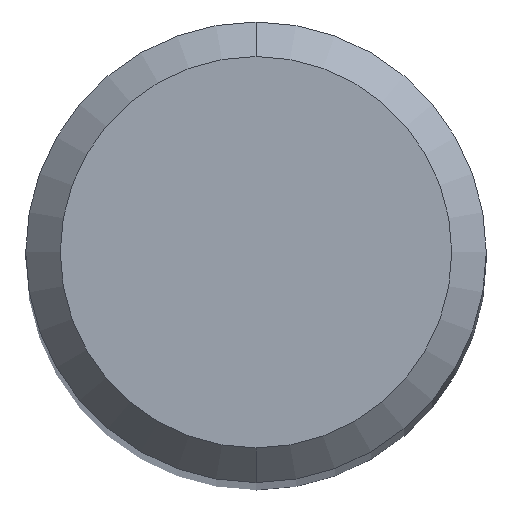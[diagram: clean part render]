
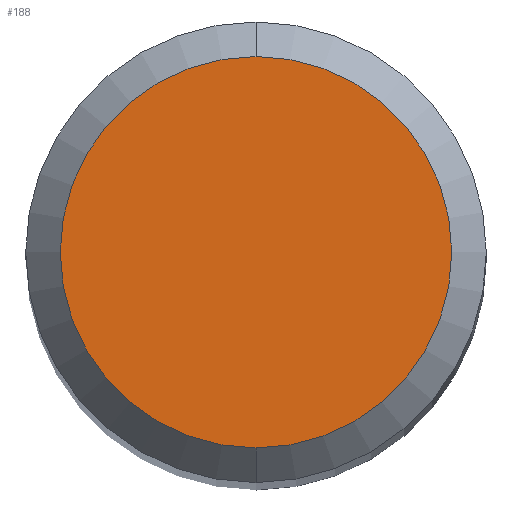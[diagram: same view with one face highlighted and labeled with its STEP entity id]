
A CAD part, top view. The second image highlights one B-rep face of the part: STEP entity #188.
In plain terms, the highlighted planar face has unit normal (0, 0, 1).
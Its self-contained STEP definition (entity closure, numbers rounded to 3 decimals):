
#112=EDGE_CURVE('',#198,#178,#251,.T.);
#178=VERTEX_POINT('',#326);
#188=ADVANCED_FACE('',(#336),#337,.T.);
#198=VERTEX_POINT('',#347);
#200=EDGE_CURVE('',#178,#198,#349,.T.);
#251=CIRCLE('',#402,1.7);
#326=CARTESIAN_POINT('',(0.,-1.7,0.0));
#336=FACE_OUTER_BOUND('',#509,.T.);
#337=PLANE('',#510);
#347=CARTESIAN_POINT('',(0.0,1.7,0.0));
#349=CIRCLE('',#527,1.7);
#402=AXIS2_PLACEMENT_3D('',#562,#563,#564);
#509=EDGE_LOOP('',(#679,#680));
#510=AXIS2_PLACEMENT_3D('',#681,#682,#683);
#527=AXIS2_PLACEMENT_3D('',#686,#687,#688);
#562=CARTESIAN_POINT('',(0.0,0.0,0.0));
#563=DIRECTION('',(0.0,0.0,-1.0));
#564=DIRECTION('',(0.0,1.0,0.0));
#679=ORIENTED_EDGE('',*,*,#112,.F.);
#680=ORIENTED_EDGE('',*,*,#200,.F.);
#681=CARTESIAN_POINT('',(0.0,0.85,0.0));
#682=DIRECTION('',(-0.0,0.0,1.0));
#683=DIRECTION('',(0.0,-1.0,0.0));
#686=CARTESIAN_POINT('',(0.0,0.0,0.0));
#687=DIRECTION('',(0.0,0.0,-1.0));
#688=DIRECTION('',(0.0,1.0,0.0));
